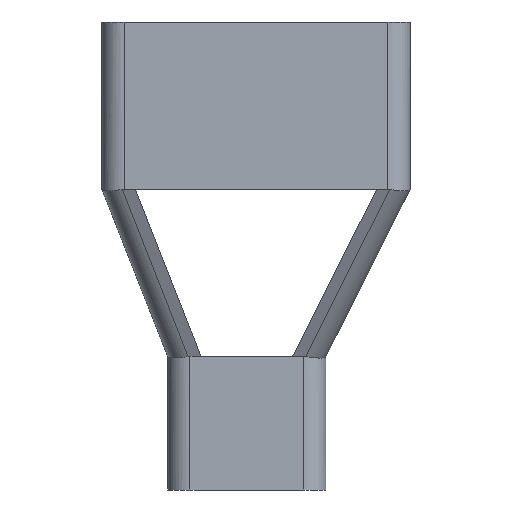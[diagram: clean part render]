
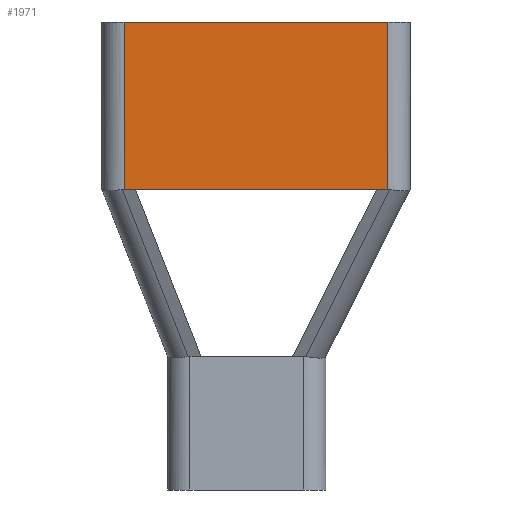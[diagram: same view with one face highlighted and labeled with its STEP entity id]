
A CAD part, left-side view. The second image highlights one B-rep face of the part: STEP entity #1971.
In plain terms, the highlighted planar face has unit normal (-1, 0, 0).
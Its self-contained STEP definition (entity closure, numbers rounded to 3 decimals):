
#50 = EDGE_CURVE ( 'NONE', #157, #1644, #747, .T. ) ;
#98 = EDGE_CURVE ( 'NONE', #270, #498, #2001, .T. ) ;
#157 = VERTEX_POINT ( 'NONE', #1608 ) ;
#231 = ORIENTED_EDGE ( 'NONE', *, *, #901, .F. ) ;
#270 = VERTEX_POINT ( 'NONE', #1009 ) ;
#319 = EDGE_CURVE ( 'NONE', #1644, #1224, #323, .T. ) ;
#323 = LINE ( 'NONE', #1001, #2017 ) ;
#348 = ORIENTED_EDGE ( 'NONE', *, *, #890, .T. ) ;
#488 = EDGE_CURVE ( 'NONE', #1224, #1303, #751, .T. ) ;
#498 = VERTEX_POINT ( 'NONE', #1415 ) ;
#513 = ORIENTED_EDGE ( 'NONE', *, *, #50, .T. ) ;
#535 = DIRECTION ( 'NONE',  ( -1., 0., 0. ) ) ;
#610 = AXIS2_PLACEMENT_3D ( 'NONE', #1006, #535, #1189 ) ;
#685 = DIRECTION ( 'NONE',  ( 0., 1., 0. ) ) ;
#747 = LINE ( 'NONE', #907, #911 ) ;
#751 = LINE ( 'NONE', #1572, #1852 ) ;
#769 = VECTOR ( 'NONE', #1265, 1000. ) ;
#790 = ORIENTED_EDGE ( 'NONE', *, *, #98, .F. ) ;
#794 = CARTESIAN_POINT ( 'NONE',  ( -13.425, -14.65, 27. ) ) ;
#890 = EDGE_CURVE ( 'NONE', #1303, #498, #1574, .T. ) ;
#901 = EDGE_CURVE ( 'NONE', #157, #270, #1765, .T. ) ;
#907 = CARTESIAN_POINT ( 'NONE',  ( -13.425, -12.65, 42. ) ) ;
#911 = VECTOR ( 'NONE', #1232, 1000. ) ;
#966 = DIRECTION ( 'NONE',  ( 0., 1., 0. ) ) ;
#1001 = CARTESIAN_POINT ( 'NONE',  ( -13.425, -14.65, 42. ) ) ;
#1006 = CARTESIAN_POINT ( 'NONE',  ( -13.425, -14.65, 42. ) ) ;
#1009 = CARTESIAN_POINT ( 'NONE',  ( -13.425, -11.65, 27. ) ) ;
#1051 = VECTOR ( 'NONE', #1096, 1000. ) ;
#1096 = DIRECTION ( 'NONE',  ( 0., -1., 0. ) ) ;
#1189 = DIRECTION ( 'NONE',  ( 0., -1., 0. ) ) ;
#1224 = VERTEX_POINT ( 'NONE', #1477 ) ;
#1232 = DIRECTION ( 'NONE',  ( 0., 0., 1. ) ) ;
#1265 = DIRECTION ( 'NONE',  ( 0., 1., 0. ) ) ;
#1303 = VERTEX_POINT ( 'NONE', #1485 ) ;
#1415 = CARTESIAN_POINT ( 'NONE',  ( -13.425, 10., 27. ) ) ;
#1435 = CARTESIAN_POINT ( 'NONE',  ( -13.425, 13., 27. ) ) ;
#1464 = ORIENTED_EDGE ( 'NONE', *, *, #319, .T. ) ;
#1477 = CARTESIAN_POINT ( 'NONE',  ( -13.425, 11., 42. ) ) ;
#1485 = CARTESIAN_POINT ( 'NONE',  ( -13.425, 11., 27. ) ) ;
#1572 = CARTESIAN_POINT ( 'NONE',  ( -13.425, 11., 27. ) ) ;
#1574 = LINE ( 'NONE', #1435, #1051 ) ;
#1608 = CARTESIAN_POINT ( 'NONE',  ( -13.425, -12.65, 27. ) ) ;
#1644 = VERTEX_POINT ( 'NONE', #1988 ) ;
#1696 = CARTESIAN_POINT ( 'NONE',  ( -13.425, -14.65, 27. ) ) ;
#1765 = LINE ( 'NONE', #794, #1790 ) ;
#1776 = EDGE_LOOP ( 'NONE', ( #231, #513, #1464, #1848, #348, #790 ) ) ;
#1790 = VECTOR ( 'NONE', #685, 1000. ) ;
#1810 = FACE_OUTER_BOUND ( 'NONE', #1776, .T. ) ;
#1848 = ORIENTED_EDGE ( 'NONE', *, *, #488, .T. ) ;
#1852 = VECTOR ( 'NONE', #1895, 1000. ) ;
#1895 = DIRECTION ( 'NONE',  ( 0., 0., -1. ) ) ;
#1971 = ADVANCED_FACE ( 'NONE', ( #1810 ), #1978, .T. ) ;
#1978 = PLANE ( 'NONE',  #610 ) ;
#1988 = CARTESIAN_POINT ( 'NONE',  ( -13.425, -12.65, 42. ) ) ;
#2001 = LINE ( 'NONE', #1696, #769 ) ;
#2017 = VECTOR ( 'NONE', #966, 1000. ) ;
